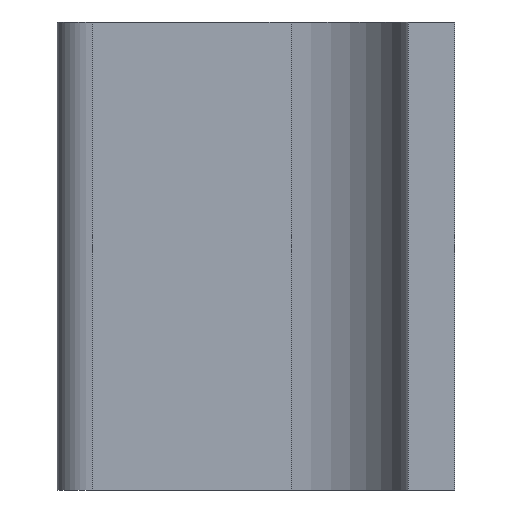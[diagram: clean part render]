
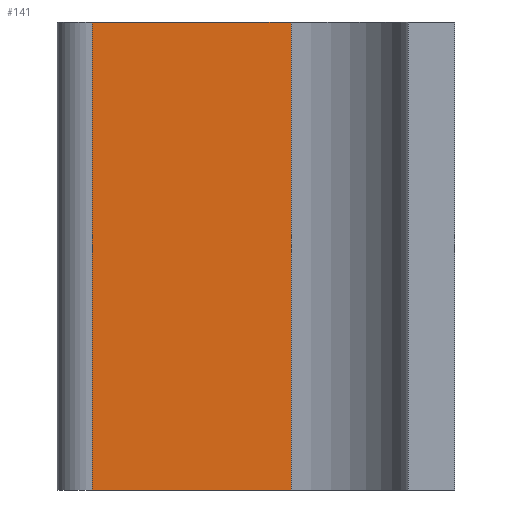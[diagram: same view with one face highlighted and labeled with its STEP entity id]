
A CAD part, left-side view. The second image highlights one B-rep face of the part: STEP entity #141.
In plain terms, the highlighted planar face has unit normal (-1, 0, 0).
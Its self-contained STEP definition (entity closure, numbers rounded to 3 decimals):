
#21=FACE_OUTER_BOUND('',#29,.T.);
#29=EDGE_LOOP('',(#110,#111,#112,#113));
#41=LINE('',#230,#55);
#45=LINE('',#241,#59);
#46=LINE('',#244,#60);
#47=LINE('',#245,#61);
#55=VECTOR('',#187,10.);
#59=VECTOR('',#199,10.);
#60=VECTOR('',#202,10.);
#61=VECTOR('',#203,10.);
#70=VERTEX_POINT('',#227);
#71=VERTEX_POINT('',#229);
#74=VERTEX_POINT('',#239);
#75=VERTEX_POINT('',#243);
#82=EDGE_CURVE('',#71,#70,#41,.T.);
#88=EDGE_CURVE('',#74,#70,#45,.T.);
#89=EDGE_CURVE('',#74,#75,#46,.T.);
#90=EDGE_CURVE('',#75,#71,#47,.T.);
#110=ORIENTED_EDGE('',*,*,#89,.T.);
#111=ORIENTED_EDGE('',*,*,#90,.T.);
#112=ORIENTED_EDGE('',*,*,#82,.T.);
#113=ORIENTED_EDGE('',*,*,#88,.F.);
#134=PLANE('',#172);
#141=ADVANCED_FACE('',(#21),#134,.T.);
#172=AXIS2_PLACEMENT_3D('',#242,#200,#201);
#187=DIRECTION('',(0.,-1.,0.));
#199=DIRECTION('',(0.,0.,-1.));
#200=DIRECTION('center_axis',(-1.,0.,0.));
#201=DIRECTION('ref_axis',(0.,0.,1.));
#202=DIRECTION('',(0.,1.,0.));
#203=DIRECTION('',(0.,0.,-1.));
#227=CARTESIAN_POINT('',(-3.,7.,-10.));
#229=CARTESIAN_POINT('',(-3.,15.5,-10.));
#230=CARTESIAN_POINT('',(-3.,7.,-10.));
#239=CARTESIAN_POINT('',(-3.,7.,10.));
#241=CARTESIAN_POINT('',(-3.,7.,0.));
#242=CARTESIAN_POINT('Origin',(-3.,7.,0.));
#243=CARTESIAN_POINT('',(-3.,15.5,10.));
#244=CARTESIAN_POINT('',(-3.,7.,10.));
#245=CARTESIAN_POINT('',(-3.,15.5,0.));
